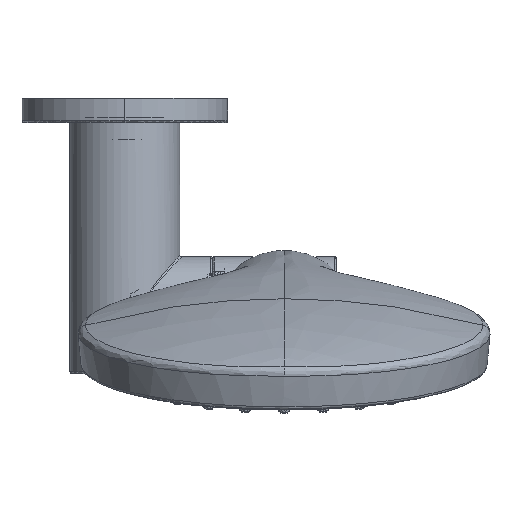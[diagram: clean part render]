
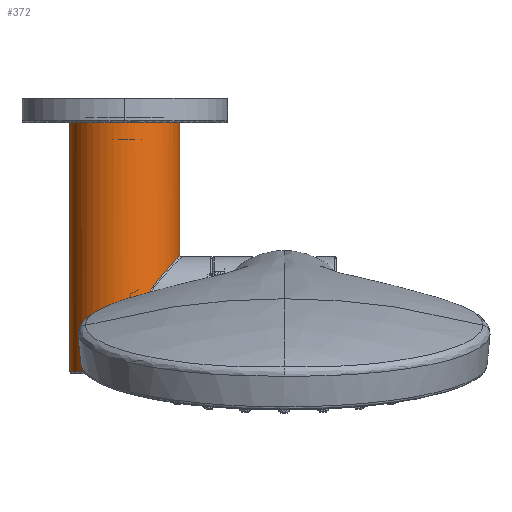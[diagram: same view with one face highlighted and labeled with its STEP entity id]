
A CAD part, top view. The second image highlights one B-rep face of the part: STEP entity #372.
In plain terms, the highlighted cylindrical face has radius 16 mm (diameter 32 mm), a partial arc.
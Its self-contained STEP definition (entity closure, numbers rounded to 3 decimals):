
#372=ADVANCED_FACE('',(#1234),#11505,.T.);
#1234=FACE_OUTER_BOUND('',#2104,.T.);
#2104=EDGE_LOOP('',(#3273,#3274,#3275,#3276,#3277,#3278));
#3273=ORIENTED_EDGE('',*,*,#6808,.T.);
#3274=ORIENTED_EDGE('',*,*,#6813,.T.);
#3275=ORIENTED_EDGE('',*,*,#6812,.T.);
#3276=ORIENTED_EDGE('',*,*,#6811,.T.);
#3277=ORIENTED_EDGE('',*,*,#6810,.T.);
#3278=ORIENTED_EDGE('',*,*,#6809,.T.);
#6808=EDGE_CURVE('',#10414,#10413,#9583,.T.);
#6809=EDGE_CURVE('',#10415,#10414,#8569,.T.);
#6810=EDGE_CURVE('',#10416,#10415,#8570,.T.);
#6811=EDGE_CURVE('',#10417,#10416,#8571,.T.);
#6812=EDGE_CURVE('',#10418,#10417,#9584,.T.);
#6813=EDGE_CURVE('',#10413,#10418,#8572,.T.);
#8569=B_SPLINE_CURVE_WITH_KNOTS('',1,(#16445,#16446),.UNSPECIFIED.,.F.,
 .F.,(2,2),(-45.,0.),.UNSPECIFIED.);
#8570=B_SPLINE_CURVE_WITH_KNOTS('',3,(#16447,#16448,#16449,#16450,#16451,
#16452,#16453,#16454,#16455,#16456,#16457,#16458,#16459,#16460,#16461,#16462,
#16463,#16464,#16465,#16466,#16467,#16468,#16469,#16470,#16471,#16472,#16473,
#16474,#16475,#16476,#16477,#16478,#16479,#16480,#16481,#16482,#16483),
 .UNSPECIFIED.,.F.,.F.,(4,1,1,1,1,1,1,1,1,1,1,1,1,1,1,1,1,1,1,1,1,1,1,1,
1,1,1,1,1,1,1,1,1,1,4),(-53.308,-51.741,-50.173,
-48.605,-47.037,-45.469,-43.901,
-42.333,-40.765,-39.197,-37.629,
-36.062,-34.494,-32.926,-31.358,
-29.79,-28.222,-26.654,-25.086,
-23.518,-21.951,-20.383,-18.815,
-17.247,-15.679,-14.111,-12.543,-10.975,
-9.407,-7.839,-6.272,-4.704,
-3.136,-1.568,0.),.UNSPECIFIED.);
#8571=B_SPLINE_CURVE_WITH_KNOTS('',1,(#16484,#16485),.UNSPECIFIED.,.F.,
 .F.,(2,2),(-3.,0.),.UNSPECIFIED.);
#8572=B_SPLINE_CURVE_WITH_KNOTS('',1,(#16491,#16492),.UNSPECIFIED.,.F.,
 .F.,(2,2),(-79.,0.),.UNSPECIFIED.);
#9583=(
BOUNDED_CURVE()
B_SPLINE_CURVE(2,(#16440,#16441,#16442,#16443,#16444),.UNSPECIFIED.,.F.,
 .F.)
B_SPLINE_CURVE_WITH_KNOTS((3,2,3),(48.483,72.83,97.178),
 .UNSPECIFIED.)
CURVE()
GEOMETRIC_REPRESENTATION_ITEM()
RATIONAL_B_SPLINE_CURVE((1.,0.707,1.,0.707,1.))
REPRESENTATION_ITEM('')
);
#9584=(
BOUNDED_CURVE()
B_SPLINE_CURVE(2,(#16486,#16487,#16488,#16489,#16490),.UNSPECIFIED.,.F.,
 .F.)
B_SPLINE_CURVE_WITH_KNOTS((3,2,3),(-50.265,-25.133,
0.),.UNSPECIFIED.)
CURVE()
GEOMETRIC_REPRESENTATION_ITEM()
RATIONAL_B_SPLINE_CURVE((1.,0.707,1.,0.707,1.))
REPRESENTATION_ITEM('')
);
#10413=VERTEX_POINT('',#16349);
#10414=VERTEX_POINT('',#16350);
#10415=VERTEX_POINT('',#16351);
#10416=VERTEX_POINT('',#16352);
#10417=VERTEX_POINT('',#16353);
#10418=VERTEX_POINT('',#16354);
#11505=CYLINDRICAL_SURFACE('',#12493,16.);
#12493=AXIS2_PLACEMENT_3D('',#15058,#12813,$);
#12813=DIRECTION('',(0.,-1.,0.));
#15058=CARTESIAN_POINT('',(0.,-40.,0.));
#16349=CARTESIAN_POINT('',(-16.,-0.5,0.));
#16350=CARTESIAN_POINT('',(16.,-0.5,0.));
#16351=CARTESIAN_POINT('',(16.,-45.5,0.));
#16352=CARTESIAN_POINT('',(16.,-76.5,0.));
#16353=CARTESIAN_POINT('',(16.,-79.5,0.));
#16354=CARTESIAN_POINT('',(-16.,-79.5,0.));
#16440=CARTESIAN_POINT('',(16.,-0.5,0.));
#16441=CARTESIAN_POINT('',(16.,-0.5,16.));
#16442=CARTESIAN_POINT('',(0.,-0.5,16.));
#16443=CARTESIAN_POINT('',(-16.,-0.5,16.));
#16444=CARTESIAN_POINT('',(-16.,-0.5,0.));
#16445=CARTESIAN_POINT('',(16.,-45.5,0.));
#16446=CARTESIAN_POINT('',(16.,-0.5,0.));
#16447=CARTESIAN_POINT('',(16.,-76.5,0.));
#16448=CARTESIAN_POINT('',(16.,-76.5,0.651));
#16449=CARTESIAN_POINT('',(15.923,-76.415,1.955));
#16450=CARTESIAN_POINT('',(15.544,-75.999,3.965));
#16451=CARTESIAN_POINT('',(14.959,-75.352,5.767));
#16452=CARTESIAN_POINT('',(14.3,-74.62,7.227));
#16453=CARTESIAN_POINT('',(13.627,-73.866,8.416));
#16454=CARTESIAN_POINT('',(12.963,-73.113,9.402));
#16455=CARTESIAN_POINT('',(12.27,-72.32,10.29));
#16456=CARTESIAN_POINT('',(11.506,-71.433,11.138));
#16457=CARTESIAN_POINT('',(10.703,-70.481,11.91));
#16458=CARTESIAN_POINT('',(9.905,-69.51,12.579));
#16459=CARTESIAN_POINT('',(9.125,-68.528,13.155));
#16460=CARTESIAN_POINT('',(8.289,-67.425,13.698));
#16461=CARTESIAN_POINT('',(7.389,-66.136,14.203));
#16462=CARTESIAN_POINT('',(6.593,-64.821,14.585));
#16463=CARTESIAN_POINT('',(6.001,-63.587,14.835));
#16464=CARTESIAN_POINT('',(5.618,-62.41,14.982));
#16465=CARTESIAN_POINT('',(5.454,-61.262,15.042));
#16466=CARTESIAN_POINT('',(5.514,-60.114,15.02));
#16467=CARTESIAN_POINT('',(5.813,-58.9,14.909));
#16468=CARTESIAN_POINT('',(6.38,-57.572,14.68));
#16469=CARTESIAN_POINT('',(7.184,-56.18,14.307));
#16470=CARTESIAN_POINT('',(8.041,-54.921,13.844));
#16471=CARTESIAN_POINT('',(8.829,-53.857,13.355));
#16472=CARTESIAN_POINT('',(9.628,-52.833,12.792));
#16473=CARTESIAN_POINT('',(10.451,-51.822,12.132));
#16474=CARTESIAN_POINT('',(11.261,-50.855,11.384));
#16475=CARTESIAN_POINT('',(12.01,-49.979,10.59));
#16476=CARTESIAN_POINT('',(12.721,-49.162,9.729));
#16477=CARTESIAN_POINT('',(13.458,-48.325,8.69));
#16478=CARTESIAN_POINT('',(14.227,-47.462,7.387));
#16479=CARTESIAN_POINT('',(14.989,-46.615,5.706));
#16480=CARTESIAN_POINT('',(15.562,-45.981,3.879));
#16481=CARTESIAN_POINT('',(15.918,-45.59,1.975));
#16482=CARTESIAN_POINT('',(16.,-45.5,0.662));
#16483=CARTESIAN_POINT('',(16.,-45.5,0.));
#16484=CARTESIAN_POINT('',(16.,-79.5,0.));
#16485=CARTESIAN_POINT('',(16.,-76.5,0.));
#16486=CARTESIAN_POINT('',(-16.,-79.5,0.));
#16487=CARTESIAN_POINT('',(-16.,-79.5,16.));
#16488=CARTESIAN_POINT('',(0.,-79.5,16.));
#16489=CARTESIAN_POINT('',(16.,-79.5,16.));
#16490=CARTESIAN_POINT('',(16.,-79.5,0.));
#16491=CARTESIAN_POINT('',(-16.,-0.5,0.));
#16492=CARTESIAN_POINT('',(-16.,-79.5,0.));
